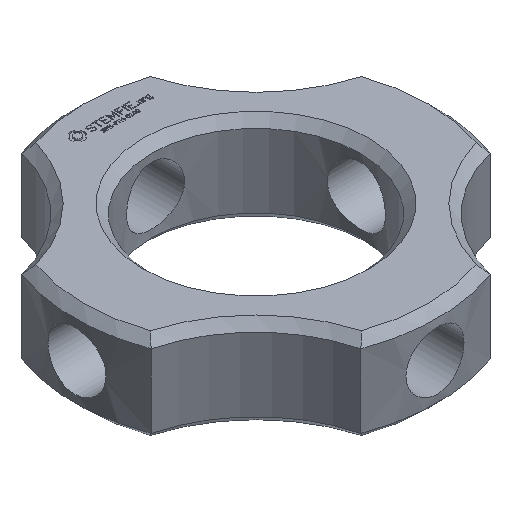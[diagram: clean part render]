
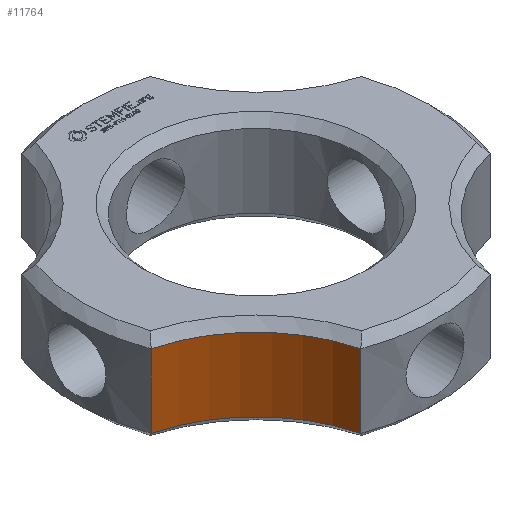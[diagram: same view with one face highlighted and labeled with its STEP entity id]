
A CAD part, isometric view. The second image highlights one B-rep face of the part: STEP entity #11764.
In plain terms, the highlighted cylindrical face has radius 5 mm (diameter 10 mm), a partial arc.
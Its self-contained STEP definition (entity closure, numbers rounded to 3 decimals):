
#400 = CYLINDRICAL_SURFACE('',#401,6.25);
#401 = AXIS2_PLACEMENT_3D('',#402,#403,#404);
#402 = CARTESIAN_POINT('',(0.,0.,0.));
#403 = DIRECTION('',(-0.,-0.,-1.));
#404 = DIRECTION('',(1.,0.,0.));
#1073 = EDGE_CURVE('',#1074,#1076,#1078,.T.);
#1074 = VERTEX_POINT('',#1075);
#1075 = CARTESIAN_POINT('',(-2.225,-5.841,0.3));
#1076 = VERTEX_POINT('',#1077);
#1077 = CARTESIAN_POINT('',(-2.225,-5.841,2.825));
#1078 = SURFACE_CURVE('',#1079,(#1083,#1090),.PCURVE_S1.);
#1079 = LINE('',#1080,#1081);
#1080 = CARTESIAN_POINT('',(-2.225,-5.841,0.));
#1081 = VECTOR('',#1082,1.);
#1082 = DIRECTION('',(0.,0.,1.));
#1083 = PCURVE('',#400,#1084);
#1084 = DEFINITIONAL_REPRESENTATION('',(#1085),#1089);
#1085 = LINE('',#1086,#1087);
#1086 = CARTESIAN_POINT('',(-4.348,0.));
#1087 = VECTOR('',#1088,1.);
#1088 = DIRECTION('',(-0.,-1.));
#1089 = ( GEOMETRIC_REPRESENTATION_CONTEXT(2) 
PARAMETRIC_REPRESENTATION_CONTEXT() REPRESENTATION_CONTEXT('2D SPACE',''
  ) );
#1090 = PCURVE('',#1091,#1096);
#1091 = CYLINDRICAL_SURFACE('',#1092,5.);
#1092 = AXIS2_PLACEMENT_3D('',#1093,#1094,#1095);
#1093 = CARTESIAN_POINT('',(-7.071,-7.071,0.));
#1094 = DIRECTION('',(-0.,-0.,-1.));
#1095 = DIRECTION('',(1.,0.,0.));
#1096 = DEFINITIONAL_REPRESENTATION('',(#1097),#1101);
#1097 = LINE('',#1098,#1099);
#1098 = CARTESIAN_POINT('',(-0.249,0.));
#1099 = VECTOR('',#1100,1.);
#1100 = DIRECTION('',(-0.,-1.));
#1101 = ( GEOMETRIC_REPRESENTATION_CONTEXT(2) 
PARAMETRIC_REPRESENTATION_CONTEXT() REPRESENTATION_CONTEXT('2D SPACE',''
  ) );
#1370 = CONICAL_SURFACE('',#1371,5.,0.785);
#1371 = AXIS2_PLACEMENT_3D('',#1372,#1373,#1374);
#1372 = CARTESIAN_POINT('',(-7.071,-7.071,0.3));
#1373 = DIRECTION('',(-0.,-0.,-1.));
#1374 = DIRECTION('',(0.969,0.246,0.));
#1602 = CONICAL_SURFACE('',#1603,5.,0.785);
#1603 = AXIS2_PLACEMENT_3D('',#1604,#1605,#1606);
#1604 = CARTESIAN_POINT('',(-7.071,-7.071,2.825));
#1605 = DIRECTION('',(0.,0.,1.));
#1606 = DIRECTION('',(0.969,0.246,0.));
#11764 = ADVANCED_FACE('',(#11765),#1091,.F.);
#11765 = FACE_BOUND('',#11766,.T.);
#11766 = EDGE_LOOP('',(#11767,#11768,#11792,#11820));
#11767 = ORIENTED_EDGE('',*,*,#1073,.T.);
#11768 = ORIENTED_EDGE('',*,*,#11769,.T.);
#11769 = EDGE_CURVE('',#1076,#11770,#11772,.T.);
#11770 = VERTEX_POINT('',#11771);
#11771 = CARTESIAN_POINT('',(-5.841,-2.225,2.825));
#11772 = SURFACE_CURVE('',#11773,(#11778,#11785),.PCURVE_S1.);
#11773 = CIRCLE('',#11774,5.);
#11774 = AXIS2_PLACEMENT_3D('',#11775,#11776,#11777);
#11775 = CARTESIAN_POINT('',(-7.071,-7.071,2.825));
#11776 = DIRECTION('',(0.,-0.,1.));
#11777 = DIRECTION('',(0.969,0.246,0.));
#11778 = PCURVE('',#1091,#11779);
#11779 = DEFINITIONAL_REPRESENTATION('',(#11780),#11784);
#11780 = LINE('',#11781,#11782);
#11781 = CARTESIAN_POINT('',(-0.249,-2.825));
#11782 = VECTOR('',#11783,1.);
#11783 = DIRECTION('',(-1.,0.));
#11784 = ( GEOMETRIC_REPRESENTATION_CONTEXT(2) 
PARAMETRIC_REPRESENTATION_CONTEXT() REPRESENTATION_CONTEXT('2D SPACE',''
  ) );
#11785 = PCURVE('',#1602,#11786);
#11786 = DEFINITIONAL_REPRESENTATION('',(#11787),#11791);
#11787 = LINE('',#11788,#11789);
#11788 = CARTESIAN_POINT('',(0.,0.));
#11789 = VECTOR('',#11790,1.);
#11790 = DIRECTION('',(1.,0.));
#11791 = ( GEOMETRIC_REPRESENTATION_CONTEXT(2) 
PARAMETRIC_REPRESENTATION_CONTEXT() REPRESENTATION_CONTEXT('2D SPACE',''
  ) );
#11792 = ORIENTED_EDGE('',*,*,#11793,.F.);
#11793 = EDGE_CURVE('',#11794,#11770,#11796,.T.);
#11794 = VERTEX_POINT('',#11795);
#11795 = CARTESIAN_POINT('',(-5.841,-2.225,0.3));
#11796 = SURFACE_CURVE('',#11797,(#11801,#11808),.PCURVE_S1.);
#11797 = LINE('',#11798,#11799);
#11798 = CARTESIAN_POINT('',(-5.841,-2.225,0.));
#11799 = VECTOR('',#11800,1.);
#11800 = DIRECTION('',(0.,0.,1.));
#11801 = PCURVE('',#1091,#11802);
#11802 = DEFINITIONAL_REPRESENTATION('',(#11803),#11807);
#11803 = LINE('',#11804,#11805);
#11804 = CARTESIAN_POINT('',(-1.322,0.));
#11805 = VECTOR('',#11806,1.);
#11806 = DIRECTION('',(-0.,-1.));
#11807 = ( GEOMETRIC_REPRESENTATION_CONTEXT(2) 
PARAMETRIC_REPRESENTATION_CONTEXT() REPRESENTATION_CONTEXT('2D SPACE',''
  ) );
#11808 = PCURVE('',#11809,#11814);
#11809 = CYLINDRICAL_SURFACE('',#11810,6.25);
#11810 = AXIS2_PLACEMENT_3D('',#11811,#11812,#11813);
#11811 = CARTESIAN_POINT('',(0.,0.,0.));
#11812 = DIRECTION('',(-0.,-0.,-1.));
#11813 = DIRECTION('',(1.,0.,0.));
#11814 = DEFINITIONAL_REPRESENTATION('',(#11815),#11819);
#11815 = LINE('',#11816,#11817);
#11816 = CARTESIAN_POINT('',(-3.506,0.));
#11817 = VECTOR('',#11818,1.);
#11818 = DIRECTION('',(-0.,-1.));
#11819 = ( GEOMETRIC_REPRESENTATION_CONTEXT(2) 
PARAMETRIC_REPRESENTATION_CONTEXT() REPRESENTATION_CONTEXT('2D SPACE',''
  ) );
#11820 = ORIENTED_EDGE('',*,*,#11821,.F.);
#11821 = EDGE_CURVE('',#1074,#11794,#11822,.T.);
#11822 = SURFACE_CURVE('',#11823,(#11828,#11835),.PCURVE_S1.);
#11823 = CIRCLE('',#11824,5.);
#11824 = AXIS2_PLACEMENT_3D('',#11825,#11826,#11827);
#11825 = CARTESIAN_POINT('',(-7.071,-7.071,0.3));
#11826 = DIRECTION('',(0.,-0.,1.));
#11827 = DIRECTION('',(0.969,0.246,0.));
#11828 = PCURVE('',#1091,#11829);
#11829 = DEFINITIONAL_REPRESENTATION('',(#11830),#11834);
#11830 = LINE('',#11831,#11832);
#11831 = CARTESIAN_POINT('',(-0.249,-0.3));
#11832 = VECTOR('',#11833,1.);
#11833 = DIRECTION('',(-1.,0.));
#11834 = ( GEOMETRIC_REPRESENTATION_CONTEXT(2) 
PARAMETRIC_REPRESENTATION_CONTEXT() REPRESENTATION_CONTEXT('2D SPACE',''
  ) );
#11835 = PCURVE('',#1370,#11836);
#11836 = DEFINITIONAL_REPRESENTATION('',(#11837),#11841);
#11837 = LINE('',#11838,#11839);
#11838 = CARTESIAN_POINT('',(-0.,0.));
#11839 = VECTOR('',#11840,1.);
#11840 = DIRECTION('',(-1.,0.));
#11841 = ( GEOMETRIC_REPRESENTATION_CONTEXT(2) 
PARAMETRIC_REPRESENTATION_CONTEXT() REPRESENTATION_CONTEXT('2D SPACE',''
  ) );
